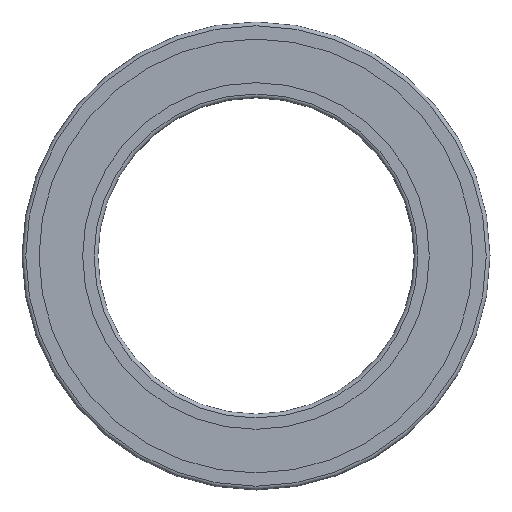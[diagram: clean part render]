
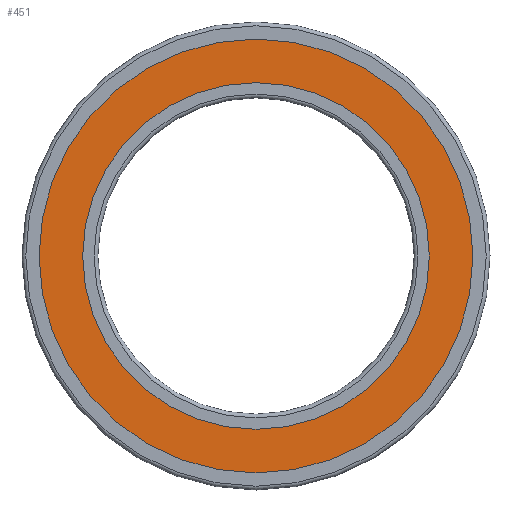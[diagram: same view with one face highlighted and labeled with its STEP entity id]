
A CAD part, left-side view. The second image highlights one B-rep face of the part: STEP entity #451.
In plain terms, the highlighted face is planar.
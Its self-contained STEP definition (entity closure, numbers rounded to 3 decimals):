
#178=ORIENTED_EDGE('',*,*,#213,.T.);
#179=ORIENTED_EDGE('',*,*,#212,.F.);
#212=EDGE_CURVE('',#245,#245,#277,.T.);
#213=EDGE_CURVE('',#246,#246,#278,.T.);
#245=VERTEX_POINT('',#870);
#246=VERTEX_POINT('',#873);
#277=CIRCLE('',#589,13.7);
#278=CIRCLE('',#591,17.15);
#339=EDGE_LOOP('',(#178));
#340=EDGE_LOOP('',(#179));
#404=FACE_BOUND('',#339,.T.);
#405=FACE_BOUND('',#340,.T.);
#419=PLANE('',#590);
#451=ADVANCED_FACE('',(#404,#405),#419,.T.);
#589=AXIS2_PLACEMENT_3D('',#869,#750,#751);
#590=AXIS2_PLACEMENT_3D('',#871,#752,#753);
#591=AXIS2_PLACEMENT_3D('',#872,#754,#755);
#750=DIRECTION('',(1.,0.,0.));
#751=DIRECTION('',(0.,0.,-1.));
#752=DIRECTION('',(1.,0.,0.));
#753=DIRECTION('',(0.,0.,-1.));
#754=DIRECTION('',(1.,0.,0.));
#755=DIRECTION('',(0.,0.,-1.));
#869=CARTESIAN_POINT('',(0.242,0.,0.));
#870=CARTESIAN_POINT('',(0.242,0.,-13.7));
#871=CARTESIAN_POINT('',(0.242,13.7,0.));
#872=CARTESIAN_POINT('',(0.242,0.,0.));
#873=CARTESIAN_POINT('',(0.242,0.,-17.15));
